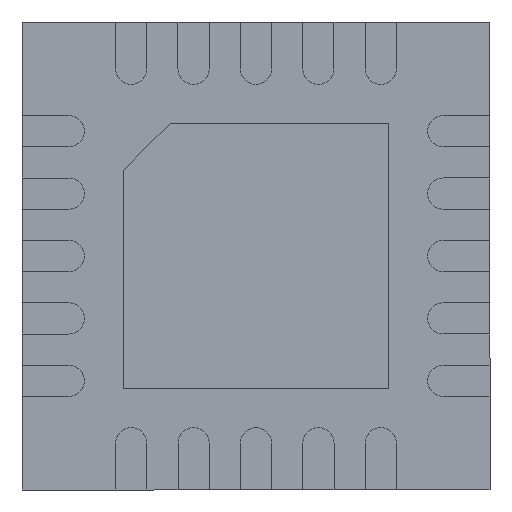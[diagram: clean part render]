
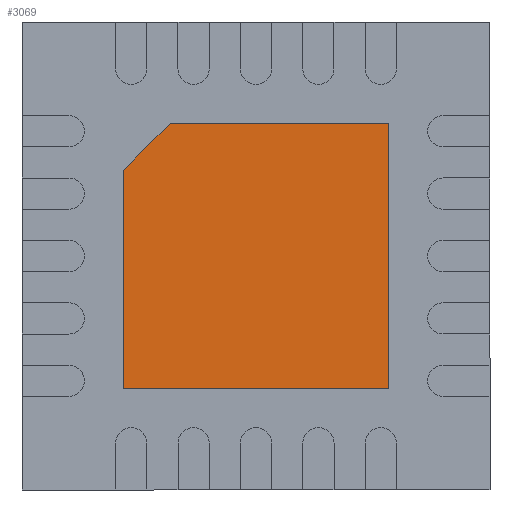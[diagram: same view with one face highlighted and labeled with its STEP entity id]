
A CAD part, front view. The second image highlights one B-rep face of the part: STEP entity #3069.
In plain terms, the highlighted planar face has unit normal (0, -1, 0).
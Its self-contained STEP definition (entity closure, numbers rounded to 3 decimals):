
#43 = LINE ( 'NONE', #3388, #4037 ) ;
#126 = FACE_OUTER_BOUND ( 'NONE', #5590, .T. ) ;
#201 = VECTOR ( 'NONE', #7081, 1000. ) ;
#457 = EDGE_CURVE ( 'NONE', #1324, #5100, #43, .T. ) ;
#613 = DIRECTION ( 'NONE',  ( 0.707, 0., -0.707 ) ) ;
#1140 = VECTOR ( 'NONE', #2263, 1000. ) ;
#1261 = ORIENTED_EDGE ( 'NONE', *, *, #4825, .T. ) ;
#1323 = EDGE_CURVE ( 'NONE', #5100, #2454, #4706, .T. ) ;
#1324 = VERTEX_POINT ( 'NONE', #5715 ) ;
#1875 = CARTESIAN_POINT ( 'NONE',  ( 0., 0., -1.6 ) ) ;
#1972 = ORIENTED_EDGE ( 'NONE', *, *, #3693, .T. ) ;
#2030 = ORIENTED_EDGE ( 'NONE', *, *, #1323, .T. ) ;
#2263 = DIRECTION ( 'NONE',  ( -1., 0., 0. ) ) ;
#2419 = CARTESIAN_POINT ( 'NONE',  ( 0.85, 0., -0.85 ) ) ;
#2424 = CARTESIAN_POINT ( 'NONE',  ( -0.85, 0., 0.85 ) ) ;
#2454 = VERTEX_POINT ( 'NONE', #2419 ) ;
#2482 = EDGE_CURVE ( 'NONE', #6039, #1324, #5341, .T. ) ;
#2980 = DIRECTION ( 'NONE',  ( 0., -1., 0. ) ) ;
#3049 = VECTOR ( 'NONE', #6868, 1000. ) ;
#3069 = ADVANCED_FACE ( 'NONE', ( #126 ), #5148, .T. ) ;
#3388 = CARTESIAN_POINT ( 'NONE',  ( -0.85, 0., -0.55 ) ) ;
#3693 = EDGE_CURVE ( 'NONE', #4992, #6039, #3976, .T. ) ;
#3734 = CARTESIAN_POINT ( 'NONE',  ( 0.85, 0., 0.85 ) ) ;
#3871 = CARTESIAN_POINT ( 'NONE',  ( 0.85, 0., 0.85 ) ) ;
#3951 = CARTESIAN_POINT ( 'NONE',  ( -0.55, 0., -0.85 ) ) ;
#3976 = LINE ( 'NONE', #3871, #1140 ) ;
#4037 = VECTOR ( 'NONE', #613, 1000. ) ;
#4057 = DIRECTION ( 'NONE',  ( -1., 0., 0. ) ) ;
#4117 = AXIS2_PLACEMENT_3D ( 'NONE', #1875, #2980, #4057 ) ;
#4174 = LINE ( 'NONE', #5748, #3049 ) ;
#4176 = DIRECTION ( 'NONE',  ( 1., 0., 0. ) ) ;
#4706 = LINE ( 'NONE', #6911, #4947 ) ;
#4825 = EDGE_CURVE ( 'NONE', #2454, #4992, #4174, .T. ) ;
#4947 = VECTOR ( 'NONE', #4176, 1000. ) ;
#4992 = VERTEX_POINT ( 'NONE', #3734 ) ;
#5052 = ORIENTED_EDGE ( 'NONE', *, *, #2482, .T. ) ;
#5100 = VERTEX_POINT ( 'NONE', #3951 ) ;
#5148 = PLANE ( 'NONE',  #4117 ) ;
#5341 = LINE ( 'NONE', #6500, #201 ) ;
#5451 = ORIENTED_EDGE ( 'NONE', *, *, #457, .T. ) ;
#5590 = EDGE_LOOP ( 'NONE', ( #5052, #5451, #2030, #1261, #1972 ) ) ;
#5715 = CARTESIAN_POINT ( 'NONE',  ( -0.85, 0., -0.55 ) ) ;
#5748 = CARTESIAN_POINT ( 'NONE',  ( 0.85, 0., -0.85 ) ) ;
#6039 = VERTEX_POINT ( 'NONE', #2424 ) ;
#6500 = CARTESIAN_POINT ( 'NONE',  ( -0.85, 0., 0.85 ) ) ;
#6868 = DIRECTION ( 'NONE',  ( 0., 0., 1. ) ) ;
#6911 = CARTESIAN_POINT ( 'NONE',  ( -0.55, 0., -0.85 ) ) ;
#7081 = DIRECTION ( 'NONE',  ( 0., 0., -1. ) ) ;
